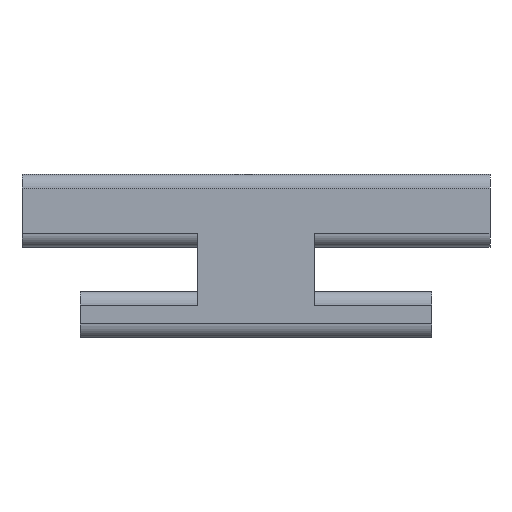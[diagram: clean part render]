
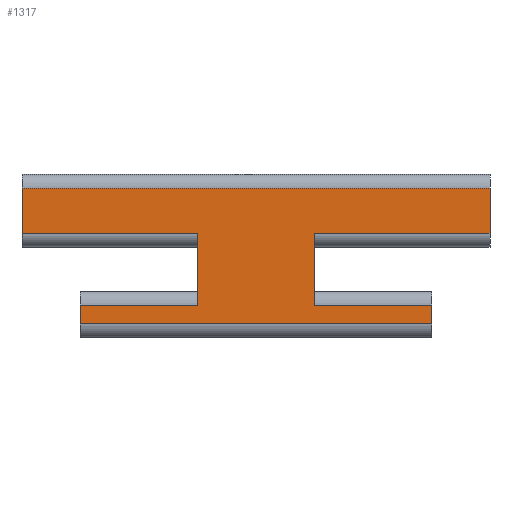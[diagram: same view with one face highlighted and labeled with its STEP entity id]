
A CAD part, front view. The second image highlights one B-rep face of the part: STEP entity #1317.
In plain terms, the highlighted planar face has unit normal (0, -1, 0).
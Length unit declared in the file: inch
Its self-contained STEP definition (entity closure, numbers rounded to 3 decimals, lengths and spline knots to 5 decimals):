
#844=CARTESIAN_POINT('Vertex',(1.,-23.75,0.09625)) ;
#851=CARTESIAN_POINT('Vertex',(-1.,-23.75,0.09625)) ;
#854=CARTESIAN_POINT('Line Origine',(0.,-23.75,0.09625)) ;
#914=CARTESIAN_POINT('Vertex',(-1.,-23.75,-0.09625)) ;
#917=CARTESIAN_POINT('Line Origine',(-1.,-23.75,0.)) ;
#942=CARTESIAN_POINT('Vertex',(-0.25,-23.75,-0.09625)) ;
#945=CARTESIAN_POINT('Line Origine',(0.,-23.75,-0.09625)) ;
#1000=CARTESIAN_POINT('Vertex',(1.,-23.75,-0.09625)) ;
#1003=CARTESIAN_POINT('Line Origine',(1.,-23.75,0.)) ;
#1028=CARTESIAN_POINT('Vertex',(0.25,-23.75,-0.09625)) ;
#1031=CARTESIAN_POINT('Line Origine',(0.,-23.75,-0.09625)) ;
#1043=CARTESIAN_POINT('Line Origine',(0.25,-23.75,-0.25)) ;
#1047=CARTESIAN_POINT('Vertex',(0.25,-23.75,-0.40375)) ;
#1112=CARTESIAN_POINT('Vertex',(0.75,-23.75,-0.40375)) ;
#1115=CARTESIAN_POINT('Line Origine',(0.,-23.75,-0.40375)) ;
#1167=CARTESIAN_POINT('Vertex',(0.75,-23.75,-0.48375)) ;
#1170=CARTESIAN_POINT('Line Origine',(0.75,-23.75,-0.44375)) ;
#1195=CARTESIAN_POINT('Vertex',(-0.75,-23.75,-0.48375)) ;
#1198=CARTESIAN_POINT('Line Origine',(0.,-23.75,-0.48375)) ;
#1221=CARTESIAN_POINT('Vertex',(-0.25,-23.75,-0.40375)) ;
#1224=CARTESIAN_POINT('Line Origine',(-0.25,-23.75,-0.25)) ;
#1274=CARTESIAN_POINT('Vertex',(-0.75,-23.75,-0.40375)) ;
#1277=CARTESIAN_POINT('Line Origine',(-0.75,-23.75,-0.44375)) ;
#1293=CARTESIAN_POINT('Axis2P3D Location',(0.,-23.75,0.)) ;
#1298=CARTESIAN_POINT('Line Origine',(-0.5,-23.75,-0.40375)) ;
#855=DIRECTION('Vector Direction',(-1.,0.,0.)) ;
#918=DIRECTION('Vector Direction',(0.,0.,1.)) ;
#946=DIRECTION('Vector Direction',(-1.,0.,0.)) ;
#1004=DIRECTION('Vector Direction',(0.,0.,-1.)) ;
#1032=DIRECTION('Vector Direction',(-1.,0.,0.)) ;
#1044=DIRECTION('Vector Direction',(0.,0.,-1.)) ;
#1116=DIRECTION('Vector Direction',(1.,0.,0.)) ;
#1171=DIRECTION('Vector Direction',(0.,0.,-1.)) ;
#1199=DIRECTION('Vector Direction',(-1.,0.,0.)) ;
#1225=DIRECTION('Vector Direction',(0.,0.,-1.)) ;
#1278=DIRECTION('Vector Direction',(0.,0.,1.)) ;
#1294=DIRECTION('Axis2P3D Direction',(0.,1.,-0.)) ;
#1295=DIRECTION('Axis2P3D XDirection',(-1.,0.,0.)) ;
#1299=DIRECTION('Vector Direction',(1.,0.,0.)) ;
#1296=AXIS2_PLACEMENT_3D('Plane Axis2P3D',#1293,#1294,#1295) ;
#1304=ORIENTED_EDGE('',*,*,#1302,.F.) ;
#1305=ORIENTED_EDGE('',*,*,#1281,.F.) ;
#1306=ORIENTED_EDGE('',*,*,#1202,.F.) ;
#1307=ORIENTED_EDGE('',*,*,#1174,.F.) ;
#1308=ORIENTED_EDGE('',*,*,#1119,.F.) ;
#1309=ORIENTED_EDGE('',*,*,#1049,.F.) ;
#1310=ORIENTED_EDGE('',*,*,#1035,.F.) ;
#1311=ORIENTED_EDGE('',*,*,#1007,.F.) ;
#1312=ORIENTED_EDGE('',*,*,#858,.F.) ;
#1313=ORIENTED_EDGE('',*,*,#921,.F.) ;
#1314=ORIENTED_EDGE('',*,*,#949,.F.) ;
#1315=ORIENTED_EDGE('',*,*,#1228,.F.) ;
#856=VECTOR('Line Direction',#855,0.03937) ;
#919=VECTOR('Line Direction',#918,0.03937) ;
#947=VECTOR('Line Direction',#946,0.03937) ;
#1005=VECTOR('Line Direction',#1004,0.03937) ;
#1033=VECTOR('Line Direction',#1032,0.03937) ;
#1045=VECTOR('Line Direction',#1044,0.03937) ;
#1117=VECTOR('Line Direction',#1116,0.03937) ;
#1172=VECTOR('Line Direction',#1171,0.03937) ;
#1200=VECTOR('Line Direction',#1199,0.03937) ;
#1226=VECTOR('Line Direction',#1225,0.03937) ;
#1279=VECTOR('Line Direction',#1278,0.03937) ;
#1300=VECTOR('Line Direction',#1299,0.03937) ;
#1317=ADVANCED_FACE('MASTER MODEL',(#1316),#1297,.F.) ;
#858=EDGE_CURVE('',#852,#845,#857,.F.) ;
#921=EDGE_CURVE('',#915,#852,#920,.T.) ;
#949=EDGE_CURVE('',#943,#915,#948,.T.) ;
#1007=EDGE_CURVE('',#845,#1001,#1006,.T.) ;
#1035=EDGE_CURVE('',#1001,#1029,#1034,.T.) ;
#1049=EDGE_CURVE('',#1029,#1048,#1046,.T.) ;
#1119=EDGE_CURVE('',#1048,#1113,#1118,.T.) ;
#1174=EDGE_CURVE('',#1113,#1168,#1173,.T.) ;
#1202=EDGE_CURVE('',#1168,#1196,#1201,.T.) ;
#1228=EDGE_CURVE('',#1222,#943,#1227,.F.) ;
#1281=EDGE_CURVE('',#1196,#1275,#1280,.T.) ;
#1302=EDGE_CURVE('',#1275,#1222,#1301,.T.) ;
#1303=EDGE_LOOP('',(#1304,#1305,#1306,#1307,#1308,#1309,#1310,#1311,#1312,#1313,#1314,#1315)) ;
#1316=FACE_OUTER_BOUND('',#1303,.T.) ;
#857=LINE('Line',#854,#856) ;
#920=LINE('Line',#917,#919) ;
#948=LINE('Line',#945,#947) ;
#1006=LINE('Line',#1003,#1005) ;
#1034=LINE('Line',#1031,#1033) ;
#1046=LINE('Line',#1043,#1045) ;
#1118=LINE('Line',#1115,#1117) ;
#1173=LINE('Line',#1170,#1172) ;
#1201=LINE('Line',#1198,#1200) ;
#1227=LINE('Line',#1224,#1226) ;
#1280=LINE('Line',#1277,#1279) ;
#1301=LINE('Line',#1298,#1300) ;
#1297=PLANE('',#1296) ;
#845=VERTEX_POINT('',#844) ;
#852=VERTEX_POINT('',#851) ;
#915=VERTEX_POINT('',#914) ;
#943=VERTEX_POINT('',#942) ;
#1001=VERTEX_POINT('',#1000) ;
#1029=VERTEX_POINT('',#1028) ;
#1048=VERTEX_POINT('',#1047) ;
#1113=VERTEX_POINT('',#1112) ;
#1168=VERTEX_POINT('',#1167) ;
#1196=VERTEX_POINT('',#1195) ;
#1222=VERTEX_POINT('',#1221) ;
#1275=VERTEX_POINT('',#1274) ;
